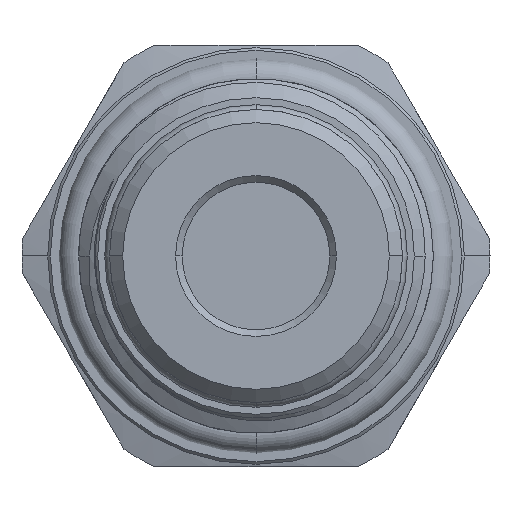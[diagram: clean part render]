
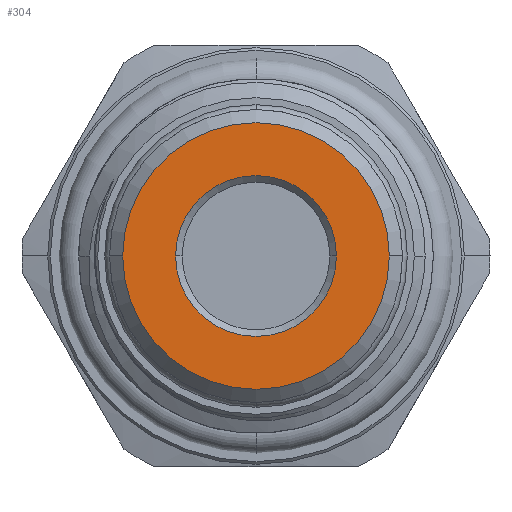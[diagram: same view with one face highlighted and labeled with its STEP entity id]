
A CAD part, left-side view. The second image highlights one B-rep face of the part: STEP entity #304.
In plain terms, the highlighted planar face has unit normal (-1, 0, 0).
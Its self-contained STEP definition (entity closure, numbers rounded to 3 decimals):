
#304 = ADVANCED_FACE ( 'NONE', ( #3091, #3094 ), #6471, .T. ) ;
#505 = EDGE_CURVE ( 'NONE', #2940, #2947, #7667, .T. ) ;
#553 = VERTEX_POINT ( 'NONE', #9714 ) ;
#556 = VERTEX_POINT ( 'NONE', #9717 ) ;
#1039 = EDGE_CURVE ( 'NONE', #553, #556, #7748, .T. ) ;
#1457 = EDGE_CURVE ( 'NONE', #556, #553, #8167, .T. ) ;
#1549 = EDGE_CURVE ( 'NONE', #2947, #2940, #8239, .T. ) ;
#1622 = AXIS2_PLACEMENT_3D ( 'NONE', #6473, #6478, #6479 ) ;
#1815 = AXIS2_PLACEMENT_3D ( 'NONE', #9683, #9684, #9685 ) ;
#1843 = AXIS2_PLACEMENT_3D ( 'NONE', #10154, #10155, #10156 ) ;
#2414 = ORIENTED_EDGE ( 'NONE', *, *, #505, .T. ) ;
#2415 = ORIENTED_EDGE ( 'NONE', *, *, #1549, .T. ) ;
#2416 = ORIENTED_EDGE ( 'NONE', *, *, #1457, .T. ) ;
#2417 = ORIENTED_EDGE ( 'NONE', *, *, #1039, .T. ) ;
#2940 = VERTEX_POINT ( 'NONE', #13596 ) ;
#2947 = VERTEX_POINT ( 'NONE', #13625 ) ;
#3091 = FACE_BOUND ( 'NONE', #3215, .T. ) ;
#3094 = FACE_OUTER_BOUND ( 'NONE', #14165, .T. ) ;
#3215 = EDGE_LOOP ( 'NONE', ( #2414, #2415 ) ) ;
#6471 = PLANE ( 'NONE',  #1622 ) ;
#6473 = CARTESIAN_POINT ( 'NONE',  ( -43.85, 0., 0. ) ) ;
#6478 = DIRECTION ( 'NONE',  ( -1., 0., 0. ) ) ;
#6479 = DIRECTION ( 'NONE',  ( 0., 1., 0. ) ) ;
#7667 = CIRCLE ( 'NONE', #1815, 6.1 ) ;
#7748 = CIRCLE ( 'NONE', #1843, 10.11 ) ;
#8167 = CIRCLE ( 'NONE', #11869, 10.11 ) ;
#8239 = CIRCLE ( 'NONE', #11915, 6.1 ) ;
#9683 = CARTESIAN_POINT ( 'NONE',  ( -43.85, 0., 0. ) ) ;
#9684 = DIRECTION ( 'NONE',  ( 1., 0., 0. ) ) ;
#9685 = DIRECTION ( 'NONE',  ( 0., 1., 0. ) ) ;
#9714 = CARTESIAN_POINT ( 'NONE',  ( -43.85, 10.11, 0. ) ) ;
#9717 = CARTESIAN_POINT ( 'NONE',  ( -43.85, -10.11, 0. ) ) ;
#10154 = CARTESIAN_POINT ( 'NONE',  ( -43.85, 0., 0. ) ) ;
#10155 = DIRECTION ( 'NONE',  ( -1., 0., 0. ) ) ;
#10156 = DIRECTION ( 'NONE',  ( 0., 1., 0. ) ) ;
#11869 = AXIS2_PLACEMENT_3D ( 'NONE', #12747, #12748, #12749 ) ;
#11915 = AXIS2_PLACEMENT_3D ( 'NONE', #13425, #13426, #13427 ) ;
#12747 = CARTESIAN_POINT ( 'NONE',  ( -43.85, 0., 0. ) ) ;
#12748 = DIRECTION ( 'NONE',  ( -1., 0., 0. ) ) ;
#12749 = DIRECTION ( 'NONE',  ( 0., 1., 0. ) ) ;
#13425 = CARTESIAN_POINT ( 'NONE',  ( -43.85, 0., 0. ) ) ;
#13426 = DIRECTION ( 'NONE',  ( 1., 0., 0. ) ) ;
#13427 = DIRECTION ( 'NONE',  ( 0., 1., 0. ) ) ;
#13596 = CARTESIAN_POINT ( 'NONE',  ( -43.85, 6.1, 0. ) ) ;
#13625 = CARTESIAN_POINT ( 'NONE',  ( -43.85, -6.1, 0. ) ) ;
#14165 = EDGE_LOOP ( 'NONE', ( #2416, #2417 ) ) ;
